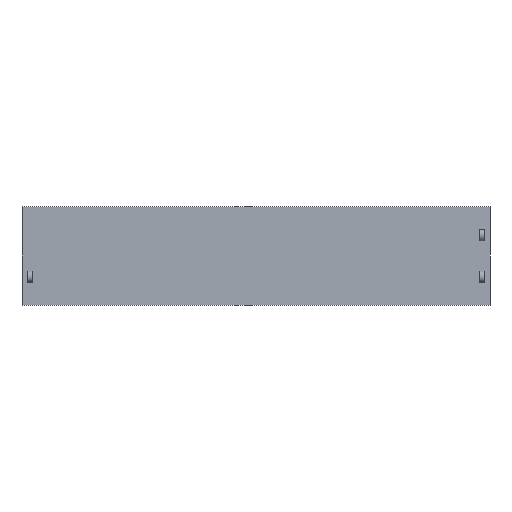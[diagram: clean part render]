
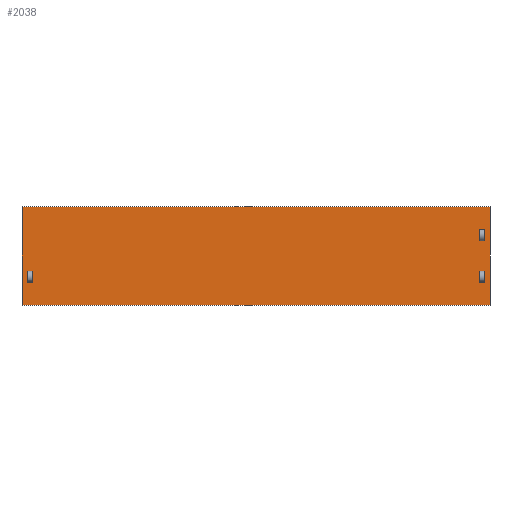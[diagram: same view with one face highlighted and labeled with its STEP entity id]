
A CAD part, front view. The second image highlights one B-rep face of the part: STEP entity #2038.
In plain terms, the highlighted planar face has unit normal (0, -1, 0).
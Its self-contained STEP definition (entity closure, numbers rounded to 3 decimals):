
#23 = EDGE_CURVE ( 'NONE', #1859, #499, #142, .T. ) ;
#25 = FACE_OUTER_BOUND ( 'NONE', #1649, .T. ) ;
#61 = EDGE_CURVE ( 'NONE', #1729, #799, #549, .T. ) ;
#68 = CARTESIAN_POINT ( 'NONE',  ( 22., 0., -2.545 ) ) ;
#71 = CARTESIAN_POINT ( 'NONE',  ( -22., 0., -2.545 ) ) ;
#90 = ORIENTED_EDGE ( 'NONE', *, *, #259, .F. ) ;
#96 = PLANE ( 'NONE',  #909 ) ;
#142 = LINE ( 'NONE', #589, #1952 ) ;
#144 = CARTESIAN_POINT ( 'NONE',  ( 22., 0., -1.455 ) ) ;
#145 = ORIENTED_EDGE ( 'NONE', *, *, #1534, .F. ) ;
#160 = LINE ( 'NONE', #913, #1148 ) ;
#210 = LINE ( 'NONE', #71, #617 ) ;
#211 = CARTESIAN_POINT ( 'NONE',  ( 22., 0., -2.545 ) ) ;
#220 = DIRECTION ( 'NONE',  ( 1., 0., 0. ) ) ;
#245 = CARTESIAN_POINT ( 'NONE',  ( 22., 0., 2.545 ) ) ;
#256 = VERTEX_POINT ( 'NONE', #2243 ) ;
#259 = EDGE_CURVE ( 'NONE', #799, #683, #1655, .T. ) ;
#275 = EDGE_LOOP ( 'NONE', ( #767, #1471, #145, #90 ) ) ;
#283 = VERTEX_POINT ( 'NONE', #1406 ) ;
#288 = DIRECTION ( 'NONE',  ( 0., 0., 1. ) ) ;
#296 = LINE ( 'NONE', #497, #459 ) ;
#350 = DIRECTION ( 'NONE',  ( 0., 0., -1. ) ) ;
#355 = ORIENTED_EDGE ( 'NONE', *, *, #1796, .F. ) ;
#368 = VERTEX_POINT ( 'NONE', #565 ) ;
#383 = DIRECTION ( 'NONE',  ( 0., 0., 1. ) ) ;
#401 = DIRECTION ( 'NONE',  ( -1., 0., 0. ) ) ;
#416 = VECTOR ( 'NONE', #773, 1000. ) ;
#454 = CARTESIAN_POINT ( 'NONE',  ( 0., 0., 0. ) ) ;
#459 = VECTOR ( 'NONE', #1201, 1000. ) ;
#497 = CARTESIAN_POINT ( 'NONE',  ( 22.5, 0., 4.75 ) ) ;
#499 = VERTEX_POINT ( 'NONE', #963 ) ;
#528 = ORIENTED_EDGE ( 'NONE', *, *, #1671, .F. ) ;
#549 = LINE ( 'NONE', #245, #416 ) ;
#565 = CARTESIAN_POINT ( 'NONE',  ( -22., 0., -2.545 ) ) ;
#586 = LINE ( 'NONE', #1768, #1795 ) ;
#589 = CARTESIAN_POINT ( 'NONE',  ( -22.5, 0., 4.75 ) ) ;
#603 = VERTEX_POINT ( 'NONE', #1392 ) ;
#617 = VECTOR ( 'NONE', #2158, 1000. ) ;
#627 = ORIENTED_EDGE ( 'NONE', *, *, #1856, .F. ) ;
#645 = VECTOR ( 'NONE', #1562, 1000. ) ;
#678 = CARTESIAN_POINT ( 'NONE',  ( -22.5, 0., 4.75 ) ) ;
#683 = VERTEX_POINT ( 'NONE', #863 ) ;
#701 = LINE ( 'NONE', #1403, #645 ) ;
#715 = DIRECTION ( 'NONE',  ( -1., 0., 0. ) ) ;
#717 = EDGE_LOOP ( 'NONE', ( #627, #1099, #2172, #912 ) ) ;
#728 = LINE ( 'NONE', #1770, #1459 ) ;
#767 = ORIENTED_EDGE ( 'NONE', *, *, #61, .F. ) ;
#773 = DIRECTION ( 'NONE',  ( -1., 0., 0. ) ) ;
#781 = VECTOR ( 'NONE', #288, 1000. ) ;
#792 = VERTEX_POINT ( 'NONE', #2125 ) ;
#799 = VERTEX_POINT ( 'NONE', #892 ) ;
#813 = ORIENTED_EDGE ( 'NONE', *, *, #1205, .F. ) ;
#857 = DIRECTION ( 'NONE',  ( 0., 0., -1. ) ) ;
#861 = VECTOR ( 'NONE', #2058, 1000. ) ;
#863 = CARTESIAN_POINT ( 'NONE',  ( 21.5, 0., 1.455 ) ) ;
#878 = ORIENTED_EDGE ( 'NONE', *, *, #23, .F. ) ;
#892 = CARTESIAN_POINT ( 'NONE',  ( 21.5, 0., 2.545 ) ) ;
#906 = CARTESIAN_POINT ( 'NONE',  ( -22.5, 0., 4.75 ) ) ;
#909 = AXIS2_PLACEMENT_3D ( 'NONE', #454, #1681, #1130 ) ;
#912 = ORIENTED_EDGE ( 'NONE', *, *, #2072, .F. ) ;
#913 = CARTESIAN_POINT ( 'NONE',  ( 22., 0., 1.455 ) ) ;
#934 = EDGE_CURVE ( 'NONE', #256, #283, #1613, .T. ) ;
#963 = CARTESIAN_POINT ( 'NONE',  ( 22.5, 0., 4.75 ) ) ;
#1010 = LINE ( 'NONE', #2223, #1485 ) ;
#1018 = VERTEX_POINT ( 'NONE', #1511 ) ;
#1058 = EDGE_CURVE ( 'NONE', #1896, #1859, #1340, .T. ) ;
#1062 = CARTESIAN_POINT ( 'NONE',  ( 21.5, 0., -1.455 ) ) ;
#1099 = ORIENTED_EDGE ( 'NONE', *, *, #1468, .F. ) ;
#1125 = CARTESIAN_POINT ( 'NONE',  ( -22.5, 0., -4.75 ) ) ;
#1130 = DIRECTION ( 'NONE',  ( 0., 0., -1. ) ) ;
#1148 = VECTOR ( 'NONE', #1951, 1000. ) ;
#1153 = VECTOR ( 'NONE', #401, 1000. ) ;
#1155 = ORIENTED_EDGE ( 'NONE', *, *, #1883, .F. ) ;
#1164 = EDGE_CURVE ( 'NONE', #499, #1529, #296, .T. ) ;
#1201 = DIRECTION ( 'NONE',  ( 0., 0., -1. ) ) ;
#1205 = EDGE_CURVE ( 'NONE', #603, #1463, #1309, .T. ) ;
#1244 = DIRECTION ( 'NONE',  ( 1., 0., 0. ) ) ;
#1254 = LINE ( 'NONE', #2213, #781 ) ;
#1277 = CARTESIAN_POINT ( 'NONE',  ( -22., 0., -1.455 ) ) ;
#1285 = VECTOR ( 'NONE', #350, 1000. ) ;
#1306 = FACE_BOUND ( 'NONE', #1863, .T. ) ;
#1309 = LINE ( 'NONE', #1062, #1285 ) ;
#1340 = LINE ( 'NONE', #678, #861 ) ;
#1384 = VECTOR ( 'NONE', #1244, 1000. ) ;
#1392 = CARTESIAN_POINT ( 'NONE',  ( 21.5, 0., -1.455 ) ) ;
#1403 = CARTESIAN_POINT ( 'NONE',  ( -22.5, 0., -4.75 ) ) ;
#1406 = CARTESIAN_POINT ( 'NONE',  ( -22., 0., -1.455 ) ) ;
#1459 = VECTOR ( 'NONE', #715, 1000. ) ;
#1463 = VERTEX_POINT ( 'NONE', #2148 ) ;
#1468 = EDGE_CURVE ( 'NONE', #283, #368, #210, .T. ) ;
#1471 = ORIENTED_EDGE ( 'NONE', *, *, #1851, .F. ) ;
#1485 = VECTOR ( 'NONE', #383, 1000. ) ;
#1511 = CARTESIAN_POINT ( 'NONE',  ( 22., 0., 1.455 ) ) ;
#1513 = ORIENTED_EDGE ( 'NONE', *, *, #2220, .F. ) ;
#1529 = VERTEX_POINT ( 'NONE', #1599 ) ;
#1534 = EDGE_CURVE ( 'NONE', #683, #1018, #160, .T. ) ;
#1562 = DIRECTION ( 'NONE',  ( -1., 0., 0. ) ) ;
#1563 = ORIENTED_EDGE ( 'NONE', *, *, #1058, .F. ) ;
#1599 = CARTESIAN_POINT ( 'NONE',  ( 22.5, 0., -4.75 ) ) ;
#1600 = VECTOR ( 'NONE', #857, 1000. ) ;
#1613 = LINE ( 'NONE', #1277, #1153 ) ;
#1637 = DIRECTION ( 'NONE',  ( 1., 0., 0. ) ) ;
#1649 = EDGE_LOOP ( 'NONE', ( #1946, #878, #1563, #1513 ) ) ;
#1655 = LINE ( 'NONE', #1769, #1600 ) ;
#1671 = EDGE_CURVE ( 'NONE', #1913, #2085, #586, .T. ) ;
#1681 = DIRECTION ( 'NONE',  ( 0., -1., 0. ) ) ;
#1713 = CARTESIAN_POINT ( 'NONE',  ( 22., 0., 2.545 ) ) ;
#1729 = VERTEX_POINT ( 'NONE', #1713 ) ;
#1768 = CARTESIAN_POINT ( 'NONE',  ( 22., 0., -1.455 ) ) ;
#1769 = CARTESIAN_POINT ( 'NONE',  ( 21.5, 0., 2.545 ) ) ;
#1770 = CARTESIAN_POINT ( 'NONE',  ( 22., 0., -1.455 ) ) ;
#1772 = VECTOR ( 'NONE', #220, 1000. ) ;
#1777 = CARTESIAN_POINT ( 'NONE',  ( -22., 0., -2.545 ) ) ;
#1795 = VECTOR ( 'NONE', #1967, 1000. ) ;
#1796 = EDGE_CURVE ( 'NONE', #2085, #603, #728, .T. ) ;
#1821 = FACE_BOUND ( 'NONE', #275, .T. ) ;
#1851 = EDGE_CURVE ( 'NONE', #1018, #1729, #1010, .T. ) ;
#1856 = EDGE_CURVE ( 'NONE', #368, #792, #1908, .T. ) ;
#1859 = VERTEX_POINT ( 'NONE', #906 ) ;
#1863 = EDGE_LOOP ( 'NONE', ( #355, #528, #1155, #813 ) ) ;
#1874 = FACE_BOUND ( 'NONE', #717, .T. ) ;
#1883 = EDGE_CURVE ( 'NONE', #1463, #1913, #2191, .T. ) ;
#1896 = VERTEX_POINT ( 'NONE', #1125 ) ;
#1908 = LINE ( 'NONE', #1777, #1384 ) ;
#1913 = VERTEX_POINT ( 'NONE', #211 ) ;
#1946 = ORIENTED_EDGE ( 'NONE', *, *, #1164, .F. ) ;
#1951 = DIRECTION ( 'NONE',  ( 1., 0., 0. ) ) ;
#1952 = VECTOR ( 'NONE', #1637, 1000. ) ;
#1967 = DIRECTION ( 'NONE',  ( 0., 0., 1. ) ) ;
#2038 = ADVANCED_FACE ( 'NONE', ( #25, #1821, #1306, #1874 ), #96, .T. ) ;
#2058 = DIRECTION ( 'NONE',  ( 0., 0., 1. ) ) ;
#2072 = EDGE_CURVE ( 'NONE', #792, #256, #1254, .T. ) ;
#2085 = VERTEX_POINT ( 'NONE', #144 ) ;
#2125 = CARTESIAN_POINT ( 'NONE',  ( -21.5, 0., -2.545 ) ) ;
#2148 = CARTESIAN_POINT ( 'NONE',  ( 21.5, 0., -2.545 ) ) ;
#2158 = DIRECTION ( 'NONE',  ( 0., 0., -1. ) ) ;
#2172 = ORIENTED_EDGE ( 'NONE', *, *, #934, .F. ) ;
#2191 = LINE ( 'NONE', #68, #1772 ) ;
#2213 = CARTESIAN_POINT ( 'NONE',  ( -21.5, 0., -2.545 ) ) ;
#2220 = EDGE_CURVE ( 'NONE', #1529, #1896, #701, .T. ) ;
#2223 = CARTESIAN_POINT ( 'NONE',  ( 22., 0., 2.545 ) ) ;
#2243 = CARTESIAN_POINT ( 'NONE',  ( -21.5, 0., -1.455 ) ) ;
